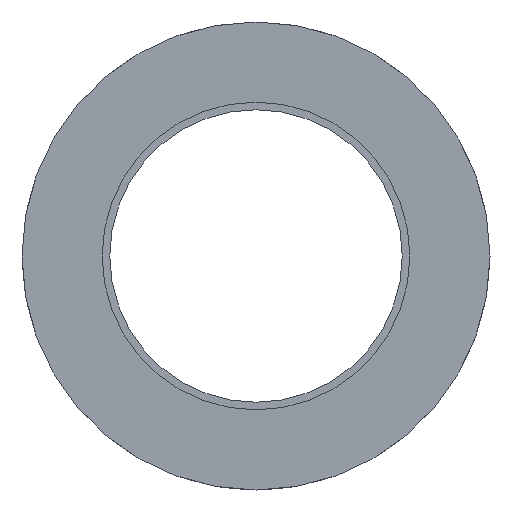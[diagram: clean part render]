
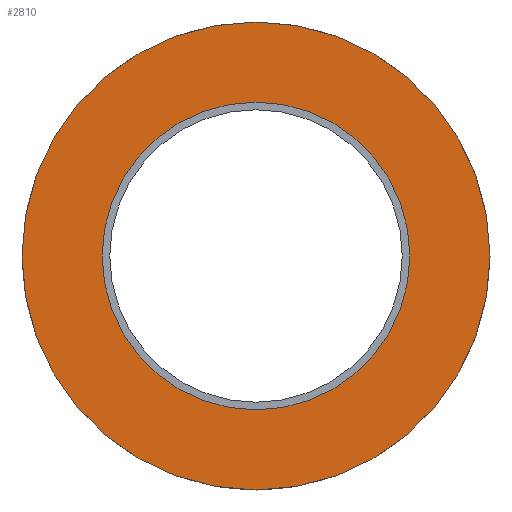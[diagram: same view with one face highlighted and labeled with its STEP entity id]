
A CAD part, left-side view. The second image highlights one B-rep face of the part: STEP entity #2810.
In plain terms, the highlighted planar face has unit normal (-1, 0, 0).
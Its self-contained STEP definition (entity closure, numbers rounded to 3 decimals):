
#222 = EDGE_LOOP ( 'NONE', ( #2150 ) ) ;
#264 = AXIS2_PLACEMENT_3D ( 'NONE', #4969, #3687, #4526 ) ;
#481 = CIRCLE ( 'NONE', #2413, 20. ) ;
#909 = EDGE_LOOP ( 'NONE', ( #3175 ) ) ;
#1042 = CARTESIAN_POINT ( 'NONE',  ( 0., 0., 0. ) ) ;
#1337 = DIRECTION ( 'NONE',  ( -1., 0., 0. ) ) ;
#1429 = PLANE ( 'NONE',  #1635 ) ;
#1559 = EDGE_CURVE ( 'NONE', #3855, #3855, #481, .T. ) ;
#1635 = AXIS2_PLACEMENT_3D ( 'NONE', #1042, #3650, #5419 ) ;
#1721 = VERTEX_POINT ( 'NONE', #2511 ) ;
#2150 = ORIENTED_EDGE ( 'NONE', *, *, #1559, .T. ) ;
#2413 = AXIS2_PLACEMENT_3D ( 'NONE', #3590, #1337, #2627 ) ;
#2511 = CARTESIAN_POINT ( 'NONE',  ( 0., 0., 13.15 ) ) ;
#2627 = DIRECTION ( 'NONE',  ( 0., 0., -1. ) ) ;
#2739 = EDGE_CURVE ( 'NONE', #1721, #1721, #4428, .T. ) ;
#2810 = ADVANCED_FACE ( 'NONE', ( #4216, #3026 ), #1429, .T. ) ;
#3026 = FACE_BOUND ( 'NONE', #909, .T. ) ;
#3175 = ORIENTED_EDGE ( 'NONE', *, *, #2739, .T. ) ;
#3590 = CARTESIAN_POINT ( 'NONE',  ( 0., 0., 0. ) ) ;
#3650 = DIRECTION ( 'NONE',  ( -1., 0., 0. ) ) ;
#3687 = DIRECTION ( 'NONE',  ( 1., 0., 0. ) ) ;
#3842 = CARTESIAN_POINT ( 'NONE',  ( 0., 0., -20. ) ) ;
#3855 = VERTEX_POINT ( 'NONE', #3842 ) ;
#4216 = FACE_OUTER_BOUND ( 'NONE', #222, .T. ) ;
#4428 = CIRCLE ( 'NONE', #264, 13.15 ) ;
#4526 = DIRECTION ( 'NONE',  ( 0., 0., 1. ) ) ;
#4969 = CARTESIAN_POINT ( 'NONE',  ( 0., 0., 0. ) ) ;
#5419 = DIRECTION ( 'NONE',  ( 0., 0., 1. ) ) ;
